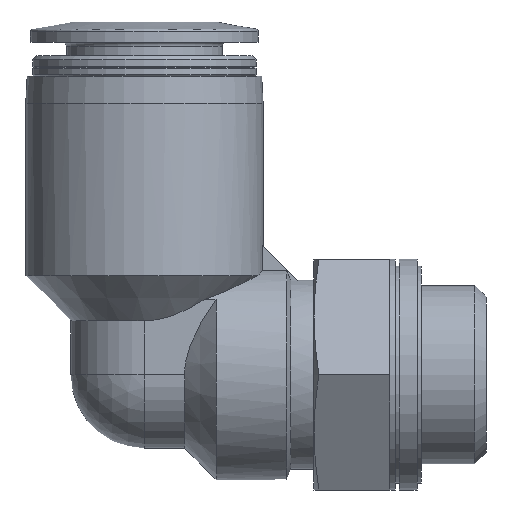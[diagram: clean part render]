
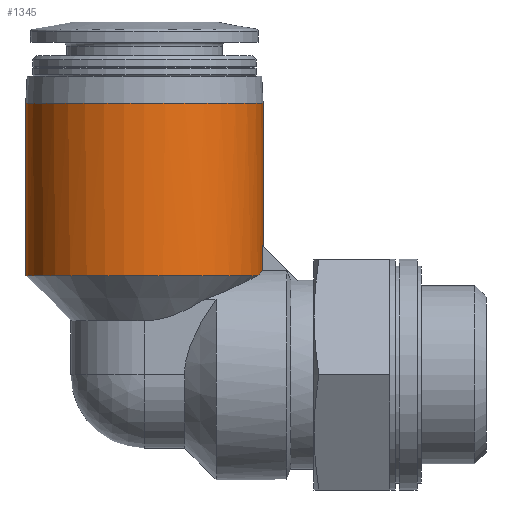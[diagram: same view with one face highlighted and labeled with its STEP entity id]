
A CAD part, left-side view. The second image highlights one B-rep face of the part: STEP entity #1345.
In plain terms, the highlighted cylindrical face has radius 8.75 mm (diameter 17.5 mm), a full revolution.
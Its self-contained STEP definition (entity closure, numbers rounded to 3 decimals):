
#70=B_SPLINE_CURVE_WITH_KNOTS('',3,(#1854,#1855,#1856,#1857),
 .UNSPECIFIED.,.F.,.F.,(4,4),(0.,0.002),.UNSPECIFIED.);
#71=B_SPLINE_CURVE_WITH_KNOTS('',3,(#1865,#1866,#1867,#1868),
 .UNSPECIFIED.,.F.,.F.,(4,4),(0.004,0.005),
 .UNSPECIFIED.);
#94=LINE('',#1859,#126);
#95=LINE('',#1863,#127);
#126=VECTOR('',#1567,1000.);
#127=VECTOR('',#1570,1000.);
#158=ELLIPSE('',#1426,12.374,8.75);
#167=ORIENTED_EDGE('',*,*,#393,.F.);
#168=ORIENTED_EDGE('',*,*,#394,.T.);
#169=ORIENTED_EDGE('',*,*,#395,.T.);
#170=ORIENTED_EDGE('',*,*,#396,.F.);
#171=ORIENTED_EDGE('',*,*,#397,.F.);
#172=ORIENTED_EDGE('',*,*,#398,.T.);
#173=ORIENTED_EDGE('',*,*,#399,.T.);
#393=EDGE_CURVE('',#506,#507,#584,.T.);
#394=EDGE_CURVE('',#506,#508,#70,.T.);
#395=EDGE_CURVE('',#508,#509,#94,.F.);
#396=EDGE_CURVE('',#510,#509,#158,.T.);
#397=EDGE_CURVE('',#511,#510,#95,.F.);
#398=EDGE_CURVE('',#511,#507,#71,.T.);
#399=EDGE_CURVE('',#512,#512,#585,.T.);
#506=VERTEX_POINT('',#1852);
#507=VERTEX_POINT('',#1853);
#508=VERTEX_POINT('',#1858);
#509=VERTEX_POINT('',#1860);
#510=VERTEX_POINT('',#1862);
#511=VERTEX_POINT('',#1864);
#512=VERTEX_POINT('',#1870);
#584=CIRCLE('',#1425,8.75);
#585=CIRCLE('',#1427,8.75);
#640=EDGE_LOOP('',(#167,#168,#169,#170,#171,#172));
#641=EDGE_LOOP('',(#173));
#745=FACE_BOUND('',#640,.T.);
#746=FACE_BOUND('',#641,.T.);
#848=CYLINDRICAL_SURFACE('',#1424,8.75);
#1345=ADVANCED_FACE('',(#745,#746),#848,.T.);
#1424=AXIS2_PLACEMENT_3D('',#1850,#1563,#1564);
#1425=AXIS2_PLACEMENT_3D('',#1851,#1565,#1566);
#1426=AXIS2_PLACEMENT_3D('',#1861,#1568,#1569);
#1427=AXIS2_PLACEMENT_3D('',#1869,#1571,#1572);
#1563=DIRECTION('',(0.,0.,-1.));
#1564=DIRECTION('',(-1.,0.,0.));
#1565=DIRECTION('',(0.,0.,-1.));
#1566=DIRECTION('',(-1.,0.,0.));
#1567=DIRECTION('',(0.,0.,-1.));
#1568=DIRECTION('',(0.,0.707,-0.707));
#1569=DIRECTION('',(0.,-0.707,-0.707));
#1570=DIRECTION('',(0.,0.,-1.));
#1571=DIRECTION('',(0.,0.,-1.));
#1572=DIRECTION('',(-1.,0.,0.));
#1850=CARTESIAN_POINT('',(0.,20.4,0.));
#1851=CARTESIAN_POINT('',(0.,20.4,7.3));
#1852=CARTESIAN_POINT('',(-2.602,12.046,7.3));
#1853=CARTESIAN_POINT('',(2.602,12.046,7.3));
#1854=CARTESIAN_POINT('',(-2.602,12.046,7.3));
#1855=CARTESIAN_POINT('',(-2.089,11.886,7.483));
#1856=CARTESIAN_POINT('',(-1.556,11.771,7.613));
#1857=CARTESIAN_POINT('',(-1.,11.707,7.685));
#1858=CARTESIAN_POINT('',(-1.,11.707,7.685));
#1859=CARTESIAN_POINT('',(-1.,11.707,0.));
#1860=CARTESIAN_POINT('',(-1.,11.707,9.557));
#1861=CARTESIAN_POINT('',(0.,20.4,18.25));
#1862=CARTESIAN_POINT('',(1.,11.707,9.557));
#1863=CARTESIAN_POINT('',(1.,11.707,0.));
#1864=CARTESIAN_POINT('',(1.,11.707,7.685));
#1865=CARTESIAN_POINT('',(1.,11.707,7.685));
#1866=CARTESIAN_POINT('',(1.552,11.771,7.613));
#1867=CARTESIAN_POINT('',(2.092,11.887,7.482));
#1868=CARTESIAN_POINT('',(2.602,12.046,7.3));
#1869=CARTESIAN_POINT('',(0.,20.4,20.));
#1870=CARTESIAN_POINT('',(-8.75,20.4,20.));
